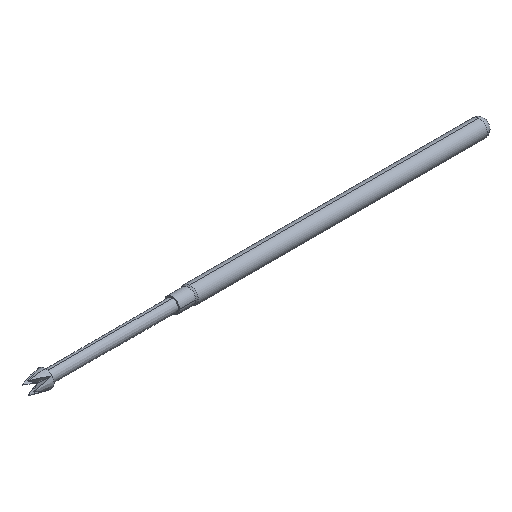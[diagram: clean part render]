
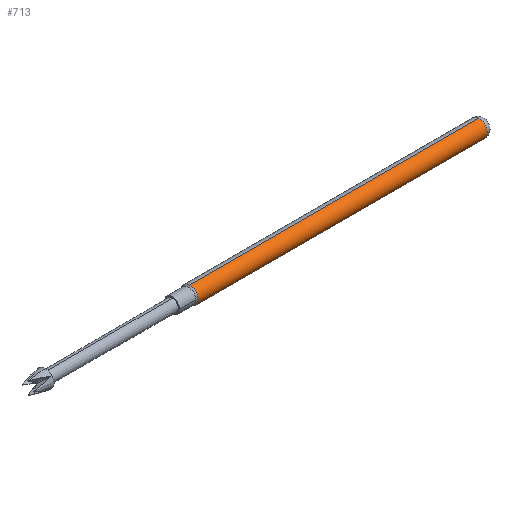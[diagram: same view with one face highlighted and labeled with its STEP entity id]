
A CAD part, isometric view. The second image highlights one B-rep face of the part: STEP entity #713.
In plain terms, the highlighted cylindrical face has radius 0.683 mm (diameter 1.367 mm), a partial arc.
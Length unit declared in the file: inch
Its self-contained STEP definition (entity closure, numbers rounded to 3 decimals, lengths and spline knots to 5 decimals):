
#37 = CARTESIAN_POINT ( 'NONE',  ( 0., 0., 0.0269 ) ) ;
#68 = CIRCLE ( 'NONE', #3320, 0.0269 ) ;
#80 = ORIENTED_EDGE ( 'NONE', *, *, #107, .T. ) ;
#107 = EDGE_CURVE ( 'NONE', #1438, #3078, #2008, .T. ) ;
#132 = FACE_OUTER_BOUND ( 'NONE', #1513, .T. ) ;
#359 = DIRECTION ( 'NONE',  ( 1., 0., 0. ) ) ;
#547 = VERTEX_POINT ( 'NONE', #590 ) ;
#590 = CARTESIAN_POINT ( 'NONE',  ( 0.92373, 0., -0.0269 ) ) ;
#595 = EDGE_CURVE ( 'NONE', #3078, #721, #68, .T. ) ;
#678 = CARTESIAN_POINT ( 'NONE',  ( 0., 0., 0. ) ) ;
#713 = ADVANCED_FACE ( 'NONE', ( #132 ), #2887, .T. ) ;
#719 = AXIS2_PLACEMENT_3D ( 'NONE', #678, #2077, #1236 ) ;
#721 = VERTEX_POINT ( 'NONE', #939 ) ;
#778 = AXIS2_PLACEMENT_3D ( 'NONE', #2848, #3192, #1207 ) ;
#939 = CARTESIAN_POINT ( 'NONE',  ( 0., -0.0269, 0. ) ) ;
#1067 = CARTESIAN_POINT ( 'NONE',  ( 0.92373, 0., 0.0269 ) ) ;
#1075 = CARTESIAN_POINT ( 'NONE',  ( 0.92373, 0., 0. ) ) ;
#1118 = DIRECTION ( 'NONE',  ( 1., 0., 0. ) ) ;
#1207 = DIRECTION ( 'NONE',  ( 0., 0., 1. ) ) ;
#1216 = EDGE_CURVE ( 'NONE', #1438, #1531, #2114, .T. ) ;
#1217 = DIRECTION ( 'NONE',  ( 0., 1., 0. ) ) ;
#1236 = DIRECTION ( 'NONE',  ( 0., 1., 0. ) ) ;
#1243 = ORIENTED_EDGE ( 'NONE', *, *, #595, .T. ) ;
#1365 = ORIENTED_EDGE ( 'NONE', *, *, #2268, .T. ) ;
#1437 = CARTESIAN_POINT ( 'NONE',  ( 0., 0., -0.0269 ) ) ;
#1438 = VERTEX_POINT ( 'NONE', #1067 ) ;
#1513 = EDGE_LOOP ( 'NONE', ( #2250, #1616, #1934, #80, #1243, #1365 ) ) ;
#1525 = CARTESIAN_POINT ( 'NONE',  ( 0.94349, 0., 0.0269 ) ) ;
#1531 = VERTEX_POINT ( 'NONE', #2194 ) ;
#1616 = ORIENTED_EDGE ( 'NONE', *, *, #1913, .F. ) ;
#1681 = CARTESIAN_POINT ( 'NONE',  ( 0.94349, 0., -0.0269 ) ) ;
#1711 = AXIS2_PLACEMENT_3D ( 'NONE', #3364, #3038, #2203 ) ;
#1913 = EDGE_CURVE ( 'NONE', #1531, #547, #2927, .T. ) ;
#1934 = ORIENTED_EDGE ( 'NONE', *, *, #1216, .F. ) ;
#1965 = LINE ( 'NONE', #1681, #2464 ) ;
#1989 = CARTESIAN_POINT ( 'NONE',  ( 0., 0., 0. ) ) ;
#2008 = LINE ( 'NONE', #1525, #3149 ) ;
#2058 = AXIS2_PLACEMENT_3D ( 'NONE', #1075, #359, #1217 ) ;
#2077 = DIRECTION ( 'NONE',  ( 1., 0., 0. ) ) ;
#2114 = CIRCLE ( 'NONE', #2058, 0.0269 ) ;
#2194 = CARTESIAN_POINT ( 'NONE',  ( 0.92373, -0.0269, 0. ) ) ;
#2203 = DIRECTION ( 'NONE',  ( 0., 1., 0. ) ) ;
#2204 = VERTEX_POINT ( 'NONE', #1437 ) ;
#2230 = DIRECTION ( 'NONE',  ( 0., 1., 0. ) ) ;
#2250 = ORIENTED_EDGE ( 'NONE', *, *, #2649, .F. ) ;
#2268 = EDGE_CURVE ( 'NONE', #721, #2204, #2580, .T. ) ;
#2464 = VECTOR ( 'NONE', #2778, 39.37008 ) ;
#2580 = CIRCLE ( 'NONE', #719, 0.0269 ) ;
#2649 = EDGE_CURVE ( 'NONE', #547, #2204, #1965, .T. ) ;
#2778 = DIRECTION ( 'NONE',  ( -1., 0., 0. ) ) ;
#2848 = CARTESIAN_POINT ( 'NONE',  ( 0.94349, 0., 0. ) ) ;
#2887 = CYLINDRICAL_SURFACE ( 'NONE', #778, 0.0269 ) ;
#2927 = CIRCLE ( 'NONE', #1711, 0.0269 ) ;
#3038 = DIRECTION ( 'NONE',  ( 1., 0., 0. ) ) ;
#3078 = VERTEX_POINT ( 'NONE', #37 ) ;
#3149 = VECTOR ( 'NONE', #3407, 39.37008 ) ;
#3192 = DIRECTION ( 'NONE',  ( -1., 0., 0. ) ) ;
#3320 = AXIS2_PLACEMENT_3D ( 'NONE', #1989, #1118, #2230 ) ;
#3364 = CARTESIAN_POINT ( 'NONE',  ( 0.92373, 0., 0. ) ) ;
#3407 = DIRECTION ( 'NONE',  ( -1., 0., 0. ) ) ;
